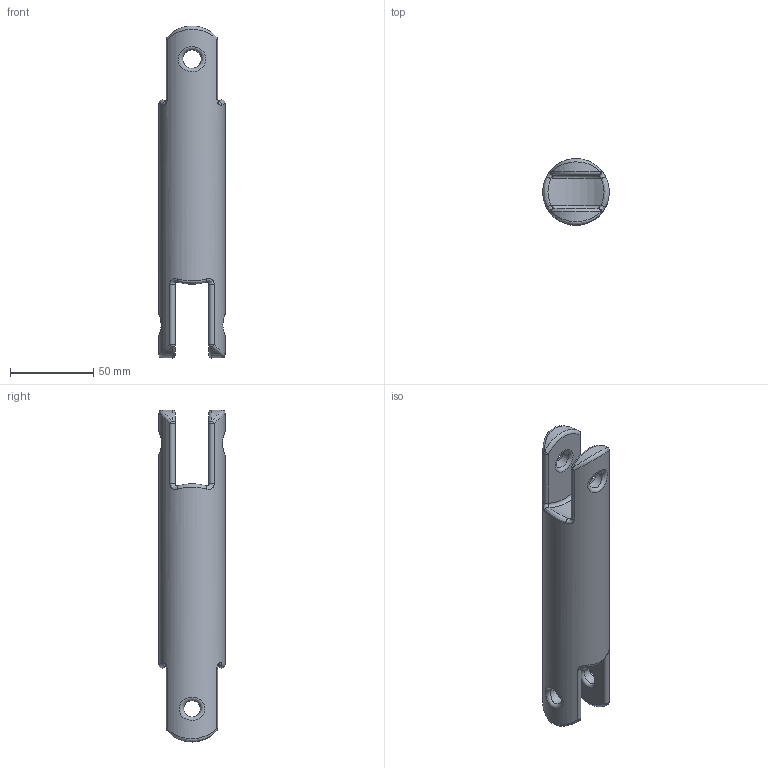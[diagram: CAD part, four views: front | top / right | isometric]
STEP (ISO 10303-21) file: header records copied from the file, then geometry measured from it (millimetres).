
FILE_DESCRIPTION(/* description */ ('STEP AP242','CAx-IF Rec.Pracs.---Representation and Presentation of Product Manufacturing Information (PMI)---4.0---2014-10-13','CAx-IF Rec.Pracs.---3D Tessellated Geometry---0.4---2014-09-14','2;1'),/* implementation_level */ '2;1');
FILE_NAME(/* name */ 'Part Studio 1 - Brazo',/* time_stamp */ '2024-07-21T23:03:04Z',/* author */ (''),/* organization */ (''),/* preprocessor_version */ 'ST-DEVELOPER v20',/* originating_system */ ' ',/* authorisation */ ' ');
FILE_SCHEMA (('AP242_MANAGED_MODEL_BASED_3D_ENGINEERING_MIM_LF { 1 0 10303 442 1 1 4 }'));
Length unit declared in the file: metre
Products named in the file (1): Brazo
Bounding box: 40 x 40 x 200 mm (x, y, z)
Volume: 171136.5 mm3; surface area: 28664.4 mm2
Topology: 1 solids, 1 shells, 63 faces, 144 edges, 75 vertices
Faces by surface type: bspline 20, cylinder 19, torus 12, sphere 8, plane 4
Full cylindrical faces by diameter (mm): 10 x2, 11.116 x2, 40 x1
Entity records: 2438 total; most frequent: CARTESIAN_POINT 1206, DIRECTION 248, ORIENTED_EDGE 240, EDGE_CURVE 120, AXIS2_PLACEMENT_3D 116, EDGE_LOOP 84, FACE_BOUND 84, VERTEX_POINT 72
